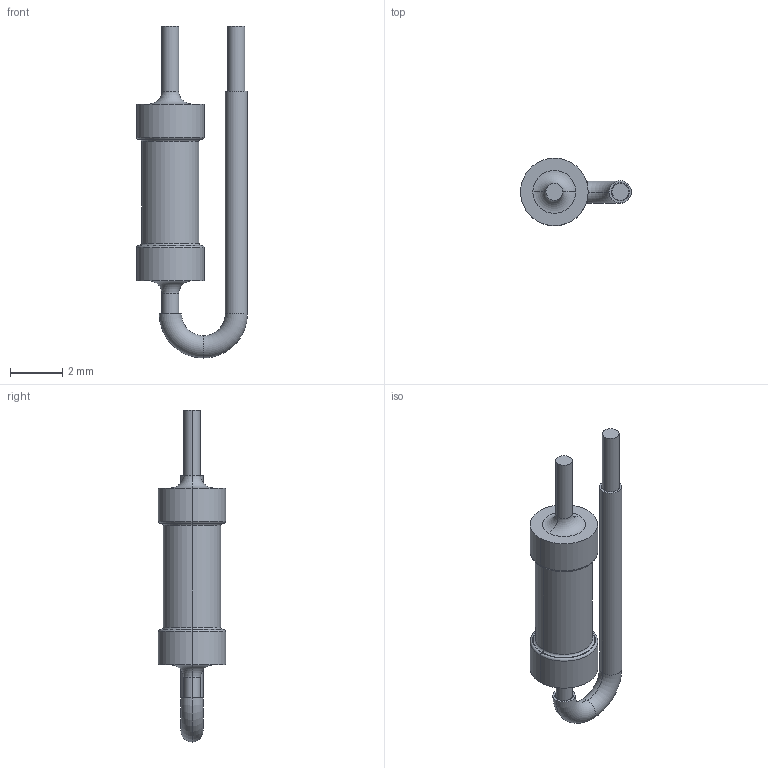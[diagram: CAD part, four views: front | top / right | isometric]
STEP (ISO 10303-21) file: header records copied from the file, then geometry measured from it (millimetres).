
FILE_DESCRIPTION (( 'STEP AP214' ), '1' );
FILE_NAME ('RR01JR75TB.STEP', '2020-02-22T02:54:33', ( '' ), ( '' ), 'SwSTEP 2.0', 'SolidWorks 2019', '' );
FILE_SCHEMA (( 'AUTOMOTIVE_DESIGN' ));
Length unit declared in the file: millimetre
Products named in the file (1): RR01JR75TB
Bounding box: 4.27 x 2.6 x 12.77 mm (x, y, z)
Volume: 39 mm3; surface area: 163.4 mm2
Topology: 2 solids, 2 shells, 48 faces, 94 edges, 54 vertices
Faces by surface type: torus 24, cylinder 16, plane 8
Entity records: 1823 total; most frequent: DIRECTION 270, CARTESIAN_POINT 197, ORIENTED_EDGE 188, AXIS2_PLACEMENT_3D 127, EDGE_CURVE 94, CIRCLE 78, EDGE_LOOP 54, VERTEX_POINT 54
